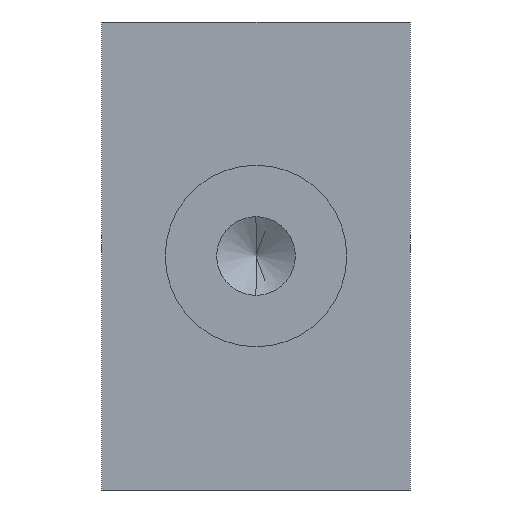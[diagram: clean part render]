
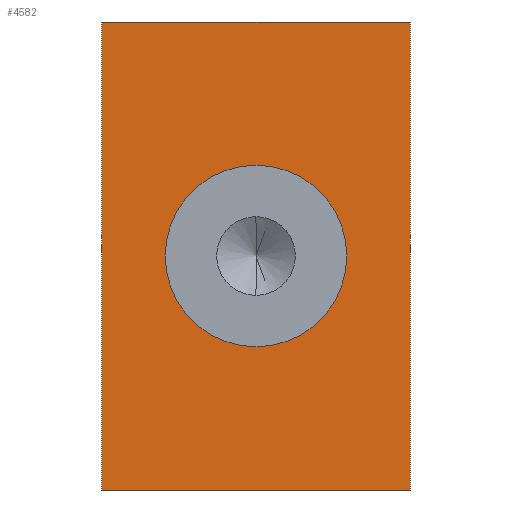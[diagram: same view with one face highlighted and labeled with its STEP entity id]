
A CAD part, left-side view. The second image highlights one B-rep face of the part: STEP entity #4582.
In plain terms, the highlighted planar face has unit normal (-1, 0, 0).
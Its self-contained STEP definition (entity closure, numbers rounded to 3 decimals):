
#134 = LINE ( 'NONE', #3917, #3581 ) ;
#330 = VERTEX_POINT ( 'NONE', #2322 ) ;
#391 = CARTESIAN_POINT ( 'NONE',  ( 0., 16.5, 0. ) ) ;
#416 = VECTOR ( 'NONE', #3418, 1000. ) ;
#454 = CARTESIAN_POINT ( 'NONE',  ( 0., 0., 0. ) ) ;
#480 = DIRECTION ( 'NONE',  ( 0., 0., 1. ) ) ;
#581 = ORIENTED_EDGE ( 'NONE', *, *, #2771, .F. ) ;
#686 = CIRCLE ( 'NONE', #3738, 4.85 ) ;
#1049 = ORIENTED_EDGE ( 'NONE', *, *, #4995, .F. ) ;
#1252 = EDGE_LOOP ( 'NONE', ( #2530, #1049 ) ) ;
#1369 = DIRECTION ( 'NONE',  ( 0., 0., -1. ) ) ;
#1439 = VECTOR ( 'NONE', #2552, 1000. ) ;
#1637 = LINE ( 'NONE', #5152, #1439 ) ;
#1667 = ORIENTED_EDGE ( 'NONE', *, *, #4680, .F. ) ;
#1679 = EDGE_CURVE ( 'NONE', #3964, #3350, #1637, .T. ) ;
#1750 = LINE ( 'NONE', #391, #416 ) ;
#1769 = CARTESIAN_POINT ( 'NONE',  ( 0., 0., 0. ) ) ;
#1809 = DIRECTION ( 'NONE',  ( 0., -1., 0. ) ) ;
#1948 = CARTESIAN_POINT ( 'NONE',  ( 0., 8.25, -17.35 ) ) ;
#2148 = CARTESIAN_POINT ( 'NONE',  ( 0., 8.25, -12.5 ) ) ;
#2322 = CARTESIAN_POINT ( 'NONE',  ( 0., 16.5, 0. ) ) ;
#2455 = CARTESIAN_POINT ( 'NONE',  ( 0., 8.25, -12.5 ) ) ;
#2527 = AXIS2_PLACEMENT_3D ( 'NONE', #2455, #2902, #2926 ) ;
#2530 = ORIENTED_EDGE ( 'NONE', *, *, #4520, .F. ) ;
#2552 = DIRECTION ( 'NONE',  ( 0., 1., 0. ) ) ;
#2681 = FACE_OUTER_BOUND ( 'NONE', #4962, .T. ) ;
#2771 = EDGE_CURVE ( 'NONE', #330, #3412, #5222, .T. ) ;
#2902 = DIRECTION ( 'NONE',  ( -1., 0., 0. ) ) ;
#2926 = DIRECTION ( 'NONE',  ( 0., 0., 1. ) ) ;
#2969 = DIRECTION ( 'NONE',  ( 0., 0., 1. ) ) ;
#2980 = CIRCLE ( 'NONE', #2527, 4.85 ) ;
#3350 = VERTEX_POINT ( 'NONE', #4336 ) ;
#3412 = VERTEX_POINT ( 'NONE', #454 ) ;
#3418 = DIRECTION ( 'NONE',  ( 0., 0., 1. ) ) ;
#3567 = AXIS2_PLACEMENT_3D ( 'NONE', #1769, #5269, #480 ) ;
#3581 = VECTOR ( 'NONE', #1369, 1000. ) ;
#3627 = VECTOR ( 'NONE', #1809, 1000. ) ;
#3738 = AXIS2_PLACEMENT_3D ( 'NONE', #2148, #5167, #2969 ) ;
#3799 = VERTEX_POINT ( 'NONE', #4201 ) ;
#3832 = CARTESIAN_POINT ( 'NONE',  ( 0., 0., -25. ) ) ;
#3843 = FACE_BOUND ( 'NONE', #1252, .T. ) ;
#3917 = CARTESIAN_POINT ( 'NONE',  ( 0., 0., 0. ) ) ;
#3963 = CARTESIAN_POINT ( 'NONE',  ( 0., 0., 0. ) ) ;
#3964 = VERTEX_POINT ( 'NONE', #3832 ) ;
#4201 = CARTESIAN_POINT ( 'NONE',  ( 0., 8.25, -7.65 ) ) ;
#4336 = CARTESIAN_POINT ( 'NONE',  ( 0., 16.5, -25. ) ) ;
#4341 = ORIENTED_EDGE ( 'NONE', *, *, #1679, .F. ) ;
#4520 = EDGE_CURVE ( 'NONE', #4877, #3799, #686, .T. ) ;
#4554 = EDGE_CURVE ( 'NONE', #3350, #330, #1750, .T. ) ;
#4582 = ADVANCED_FACE ( 'NONE', ( #3843, #2681 ), #4841, .T. ) ;
#4593 = ORIENTED_EDGE ( 'NONE', *, *, #4554, .F. ) ;
#4680 = EDGE_CURVE ( 'NONE', #3412, #3964, #134, .T. ) ;
#4841 = PLANE ( 'NONE',  #3567 ) ;
#4877 = VERTEX_POINT ( 'NONE', #1948 ) ;
#4962 = EDGE_LOOP ( 'NONE', ( #581, #4593, #4341, #1667 ) ) ;
#4995 = EDGE_CURVE ( 'NONE', #3799, #4877, #2980, .T. ) ;
#5152 = CARTESIAN_POINT ( 'NONE',  ( 0., 0., -25. ) ) ;
#5167 = DIRECTION ( 'NONE',  ( -1., 0., 0. ) ) ;
#5222 = LINE ( 'NONE', #3963, #3627 ) ;
#5269 = DIRECTION ( 'NONE',  ( -1., 0., 0. ) ) ;
